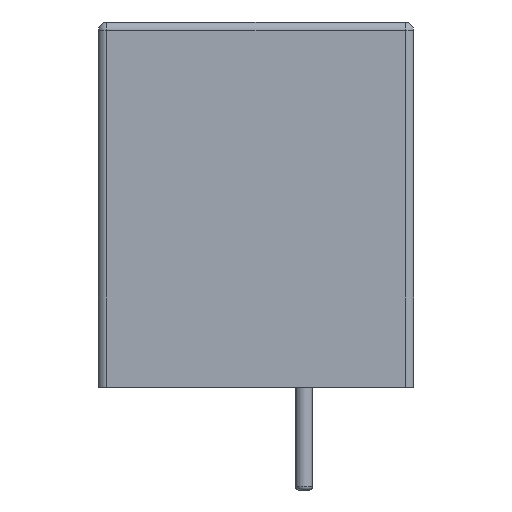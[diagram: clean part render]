
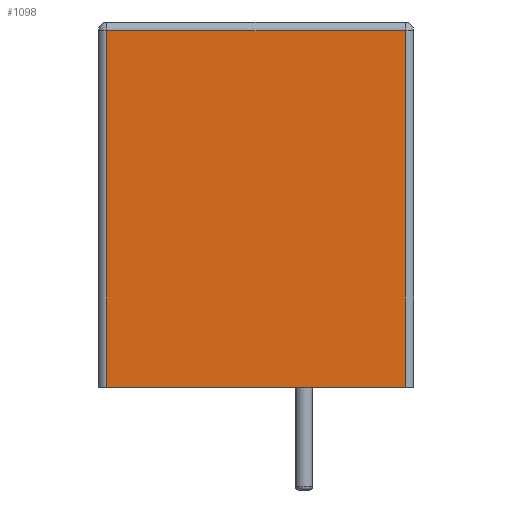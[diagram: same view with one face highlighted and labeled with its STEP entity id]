
A CAD part, front view. The second image highlights one B-rep face of the part: STEP entity #1098.
In plain terms, the highlighted planar face has unit normal (0, -1, 0).
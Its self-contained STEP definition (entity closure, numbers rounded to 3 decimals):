
#13=DIRECTION('',(0.,0.,1.));
#36=VECTOR('',#37,1.);
#37=DIRECTION('',(1.,0.));
#38=( GEOMETRIC_REPRESENTATION_CONTEXT(2) PARAMETRIC_REPRESENTATION_CONTEXT() REPRESENTATION_CONTEXT('2D SPACE','') );
#43=DIRECTION('',(-0.,-0.,-1.));
#44=DIRECTION('',(-1.,0.,0.));
#65=VECTOR('',#66,1.);
#66=DIRECTION('',(0.,-1.));
#70=CARTESIAN_POINT('',(0.,0.));
#110=VECTOR('',#111,1.);
#111=DIRECTION('',(0.,1.));
#153=DIRECTION('',(0.,-1.,0.));
#163=VECTOR('',#44,1.);
#319=VECTOR('',#13,1.);
#330=VECTOR('',#331,1.);
#331=DIRECTION('',(-0.,1.));
#341=PLANE('',#342);
#342=AXIS2_PLACEMENT_3D('',#343,#43,#44);
#343=CARTESIAN_POINT('',(-1.4,-8.89,0.01));
#382=DEFINITIONAL_REPRESENTATION('',(#383),#38);
#383=LINE('',#384,#65);
#384=CARTESIAN_POINT('',(0.25,0.));
#386=CYLINDRICAL_SURFACE('',#387,0.25);
#387=AXIS2_PLACEMENT_3D('',#388,#13,#44);
#388=CARTESIAN_POINT('',(-5.75,-19.565,0.01));
#389=DEFINITIONAL_REPRESENTATION('',(#390),#38);
#390=LINE('',#70,#110);
#396=DEFINITIONAL_REPRESENTATION('',(#397),#38);
#397=LINE('',#398,#36);
#398=CARTESIAN_POINT('',(0.25,-10.4));
#403=DEFINITIONAL_REPRESENTATION('',(#404),#38);
#404=LINE('',#405,#330);
#405=CARTESIAN_POINT('',(-1.571,0.));
#416=DEFINITIONAL_REPRESENTATION('',(#417),#38);
#417=LINE('',#418,#36);
#418=CARTESIAN_POINT('',(0.,-0.));
#503=CYLINDRICAL_SURFACE('',#504,0.25);
#504=AXIS2_PLACEMENT_3D('',#505,#13,#153);
#505=CARTESIAN_POINT('',(2.95,-19.565,0.01));
#506=DEFINITIONAL_REPRESENTATION('',(#507),#38);
#507=LINE('',#508,#110);
#508=CARTESIAN_POINT('',(1.571,0.));
#758=VERTEX_POINT('',#759);
#759=CARTESIAN_POINT('',(-5.75,-19.815,0.01));
#777=EDGE_CURVE('',#758,#778,#780,.T.);
#778=VERTEX_POINT('',#779);
#779=CARTESIAN_POINT('',(-5.75,-19.815,10.41));
#780=SURFACE_CURVE('',#781,(#782,#783),.PCURVE_S1.);
#781=LINE('',#759,#319);
#782=PCURVE('',#386,#506);
#783=PCURVE('',#784,#787);
#784=PLANE('',#785);
#785=AXIS2_PLACEMENT_3D('',#786,#153,#44);
#786=CARTESIAN_POINT('',(3.2,-19.815,0.01));
#787=DEFINITIONAL_REPRESENTATION('',(#788),#38);
#788=LINE('',#789,#65);
#789=CARTESIAN_POINT('',(8.95,0.));
#806=EDGE_CURVE('',#807,#758,#809,.T.);
#807=VERTEX_POINT('',#808);
#808=CARTESIAN_POINT('',(2.95,-19.815,0.01));
#809=SURFACE_CURVE('',#810,(#811,#815),.PCURVE_S1.);
#810=LINE('',#786,#163);
#811=PCURVE('',#341,#812);
#812=DEFINITIONAL_REPRESENTATION('',(#813),#38);
#813=LINE('',#814,#36);
#814=CARTESIAN_POINT('',(-4.6,-10.925));
#815=PCURVE('',#784,#416);
#877=CARTESIAN_POINT('',(2.95,-19.565,10.41));
#895=EDGE_CURVE('',#807,#896,#898,.T.);
#896=VERTEX_POINT('',#897);
#897=CARTESIAN_POINT('',(2.95,-19.815,10.41));
#898=SURFACE_CURVE('',#899,(#900,#901),.PCURVE_S1.);
#899=LINE('',#808,#319);
#900=PCURVE('',#503,#389);
#901=PCURVE('',#784,#382);
#1069=CYLINDRICAL_SURFACE('',#1070,0.25);
#1070=AXIS2_PLACEMENT_3D('',#877,#44,#13);
#1098=ADVANCED_FACE('',(#1099),#784,.T.);
#1099=FACE_BOUND('',#1100,.T.);
#1100=EDGE_LOOP('',(#1101,#1102,#1108,#1109));
#1101=ORIENTED_EDGE('',*,*,#895,.T.);
#1102=ORIENTED_EDGE('',*,*,#1103,.T.);
#1103=EDGE_CURVE('',#896,#778,#1104,.T.);
#1104=SURFACE_CURVE('',#1105,(#1106,#1107),.PCURVE_S1.);
#1105=LINE('',#897,#163);
#1106=PCURVE('',#784,#396);
#1107=PCURVE('',#1069,#403);
#1108=ORIENTED_EDGE('',*,*,#777,.F.);
#1109=ORIENTED_EDGE('',*,*,#806,.F.);
